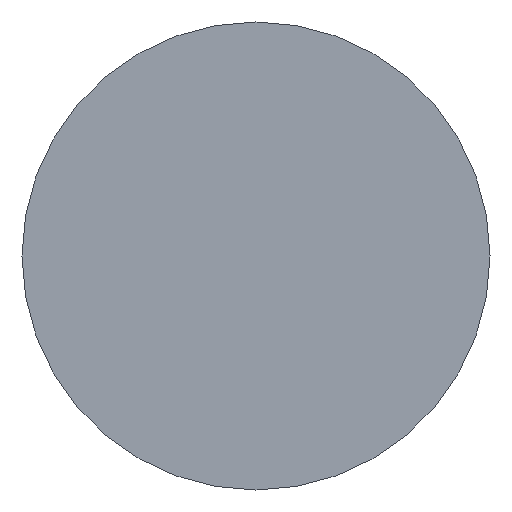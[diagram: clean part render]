
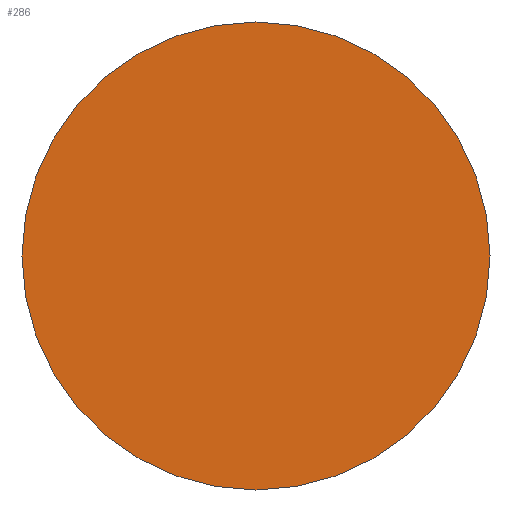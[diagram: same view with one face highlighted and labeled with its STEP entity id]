
A CAD part, front view. The second image highlights one B-rep face of the part: STEP entity #286.
In plain terms, the highlighted planar face has unit normal (0, -1, 0).
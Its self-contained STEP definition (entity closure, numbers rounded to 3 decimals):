
#42=PLANE('',#325);
#51=FACE_OUTER_BOUND('',#74,.T.);
#74=EDGE_LOOP('',(#203));
#105=CIRCLE('',#326,9.5);
#138=VERTEX_POINT('',#510);
#162=EDGE_CURVE('',#138,#138,#105,.T.);
#203=ORIENTED_EDGE('',*,*,#162,.F.);
#286=ADVANCED_FACE('',(#51),#42,.F.);
#325=AXIS2_PLACEMENT_3D('',#509,#388,#389);
#326=AXIS2_PLACEMENT_3D('',#511,#390,#391);
#388=DIRECTION('center_axis',(0.,1.,0.));
#389=DIRECTION('ref_axis',(0.,0.,1.));
#390=DIRECTION('center_axis',(0.,1.,0.));
#391=DIRECTION('ref_axis',(0.,0.,1.));
#509=CARTESIAN_POINT('Origin',(0.,0.,0.));
#510=CARTESIAN_POINT('',(0.,0.,-9.5));
#511=CARTESIAN_POINT('Origin',(0.,0.,0.));
